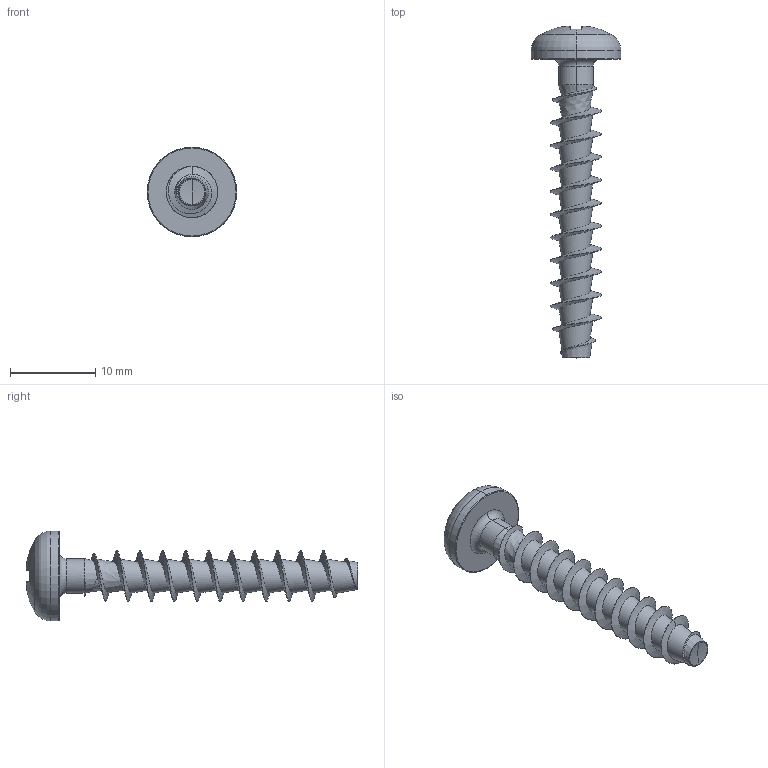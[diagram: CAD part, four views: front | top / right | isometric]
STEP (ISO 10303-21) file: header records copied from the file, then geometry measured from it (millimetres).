
FILE_DESCRIPTION (( 'STEP AP203' ), '1' );
FILE_NAME ('STP22A0600350.STEP', '2017-11-16T18:47:53', ( '' ), ( '' ), 'SwSTEP 2.0', 'SolidWorks 2015', '' );
FILE_SCHEMA (( 'CONFIG_CONTROL_DESIGN' ));
Length unit declared in the file: millimetre
Products named in the file (1): STP22A0600350
Bounding box: 10.5 x 38.9 x 10.5 mm (x, y, z)
Volume: 666.8 mm3; surface area: 1009 mm2
Topology: 1 solids, 1 shells, 166 faces, 387 edges, 223 vertices
Faces by surface type: bspline 52, plane 30, torus 28, cylinder 26, sphere 20, cone 10
Entity records: 19832 total; most frequent: CARTESIAN_POINT 16363, ORIENTED_EDGE 770, DIRECTION 660, EDGE_CURVE 385, AXIS2_PLACEMENT_3D 294, VERTEX_POINT 223, CIRCLE 179, EDGE_LOOP 168
